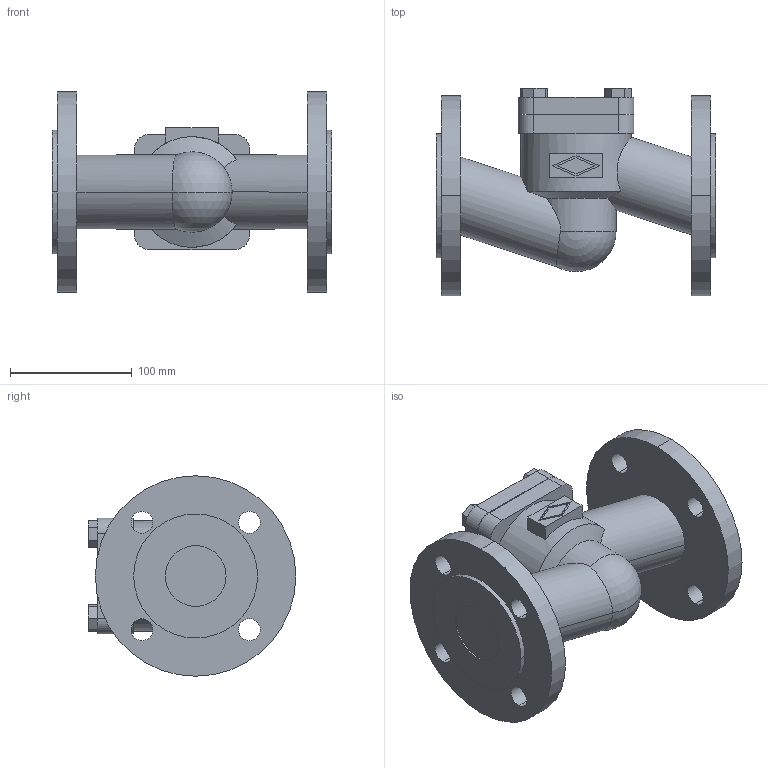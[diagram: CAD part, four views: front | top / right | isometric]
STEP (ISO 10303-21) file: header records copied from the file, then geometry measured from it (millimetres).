
FILE_DESCRIPTION(('OneSpaceDesigner STEP Export'),'2;1');
FILE_NAME('c000000114.stp','2005-12-13T12:07:02',(''),(''),'OneSpace Designer STEP processor for AP203 (Solid Model)','OneSpace Designer 13.20A 18-Aug-2005 (C) CoCreate Software GmbH','');
FILE_SCHEMA(('CONFIG_CONTROL_DESIGN'));
Length unit declared in the file: millimetre
Products named in the file (1): 1
Bounding box: 230 x 171 x 165 mm (x, y, z)
Volume: 1872064.5 mm3; surface area: 184189.6 mm2
Topology: 1 solids, 1 shells, 113 faces, 285 edges, 188 vertices
Faces by surface type: plane 63, cylinder 46, cone 2, sphere 2
Entity records: 3484 total; most frequent: CARTESIAN_POINT 810, ORIENTED_EDGE 566, DIRECTION 479, EDGE_CURVE 283, VERTEX_POINT 188, VECTOR 175, LINE 175, AXIS2_PLACEMENT_3D 152
